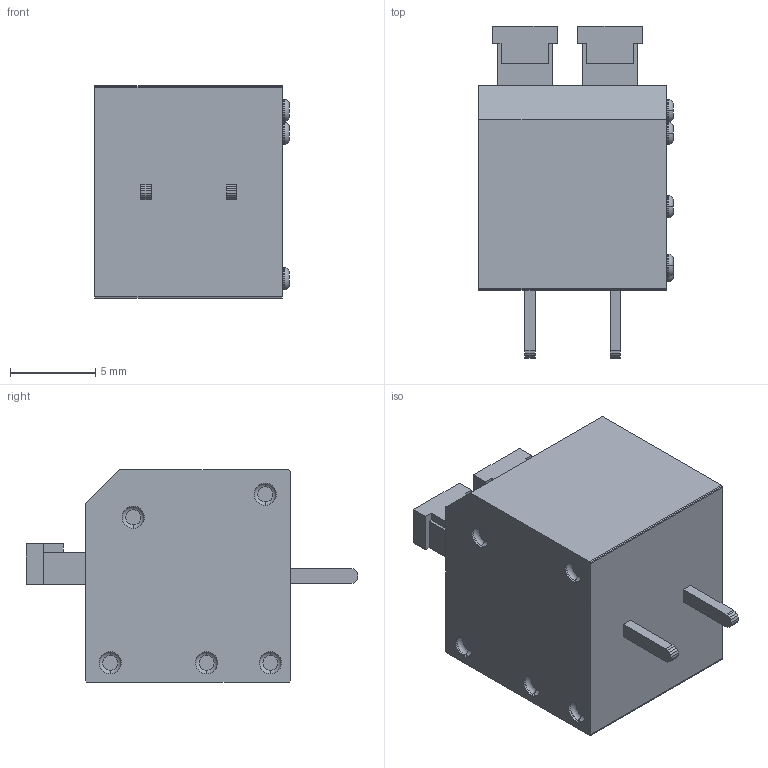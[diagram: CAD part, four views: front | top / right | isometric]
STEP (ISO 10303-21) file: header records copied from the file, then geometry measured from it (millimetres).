
FILE_DESCRIPTION(('STEP AP214'),'1');
FILE_NAME('terminal_blocks_a-tb500-hx02v.stp','2013-08-19T18:33:40',('TraceParts'),('TraceParts S.A.'),'XStep 1.0',' ',' ');
FILE_SCHEMA(('automotive_design'));
Length unit declared in the file: millimetre
Products named in the file (1): 1
Bounding box: 11.4 x 19.49 x 12.49 mm (x, y, z)
Volume: 1650.6 mm3; surface area: 991.1 mm2
Topology: 1 solids, 1 shells, 151 faces, 383 edges, 252 vertices
Faces by surface type: plane 87, torus 40, cylinder 24
Entity records: 8994 total; most frequent: DIRECTION 845, CARTESIAN_POINT 787, STYLED_ITEM 786, PRESENTATION_STYLE_ASSIGNMENT 786, COLOUR_RGB 786, ORIENTED_EDGE 766, EDGE_CURVE 383, CURVE_STYLE 383
